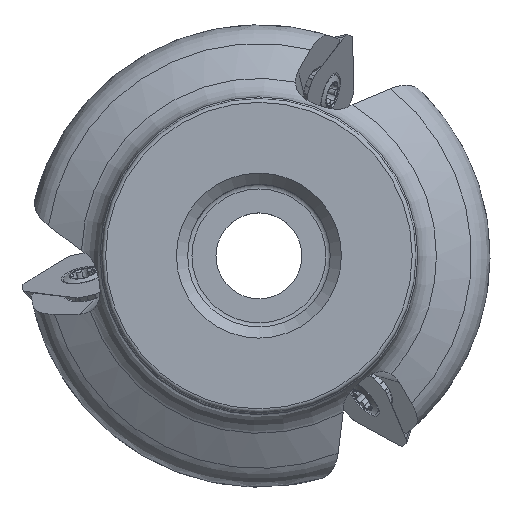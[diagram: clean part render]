
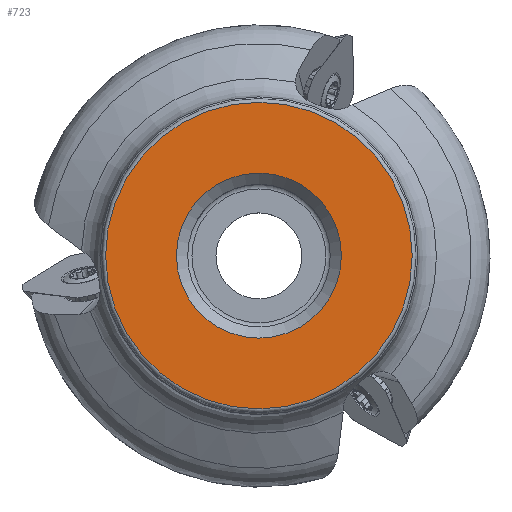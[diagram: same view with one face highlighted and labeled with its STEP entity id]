
A CAD part, top view. The second image highlights one B-rep face of the part: STEP entity #723.
In plain terms, the highlighted planar face has unit normal (0, 0, 1).
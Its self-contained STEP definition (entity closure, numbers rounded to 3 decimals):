
#723=ADVANCED_FACE('SU_1',(#1394,#1395),#1033,.F.);
#1033=PLANE('',#7082);
#1239=CIRCLE('',#7080,20.5);
#1240=CIRCLE('',#7081,11.03);
#1394=FACE_BOUND('',#1570,.T.);
#1395=FACE_BOUND('',#1571,.T.);
#1570=EDGE_LOOP('',(#3137));
#1571=EDGE_LOOP('',(#3138));
#3137=ORIENTED_EDGE('',*,*,#5733,.T.);
#3138=ORIENTED_EDGE('',*,*,#5734,.F.);
#4981=VERTEX_POINT('',#10931);
#4982=VERTEX_POINT('',#10933);
#5733=EDGE_CURVE('',#4981,#4981,#1239,.T.);
#5734=EDGE_CURVE('',#4982,#4982,#1240,.T.);
#7080=AXIS2_PLACEMENT_3D('',#10930,#8013,#8014);
#7081=AXIS2_PLACEMENT_3D('',#10932,#8015,#8016);
#7082=AXIS2_PLACEMENT_3D('',#10934,#8017,#8018);
#8013=DIRECTION('',(0.,0.,1.));
#8014=DIRECTION('',(1.,0.,0.));
#8015=DIRECTION('',(0.,0.,1.));
#8016=DIRECTION('',(1.,0.,0.));
#8017=DIRECTION('',(0.,0.,-1.));
#8018=DIRECTION('',(-1.,0.,0.));
#10930=CARTESIAN_POINT('',(0.,0.,0.));
#10931=CARTESIAN_POINT('',(20.5,0.,0.));
#10932=CARTESIAN_POINT('',(0.,0.,0.));
#10933=CARTESIAN_POINT('',(11.03,0.,0.));
#10934=CARTESIAN_POINT('',(-21.,0.,0.));
